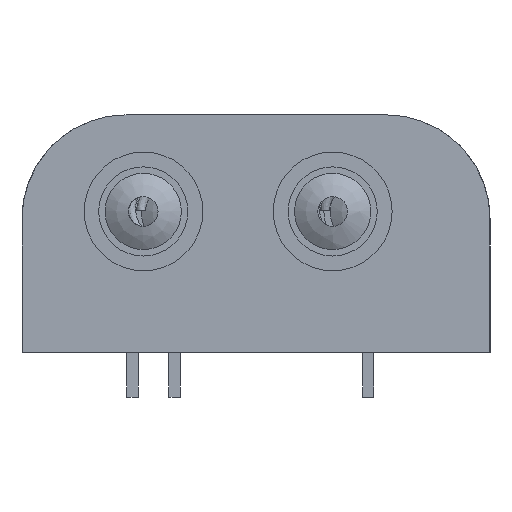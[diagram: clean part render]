
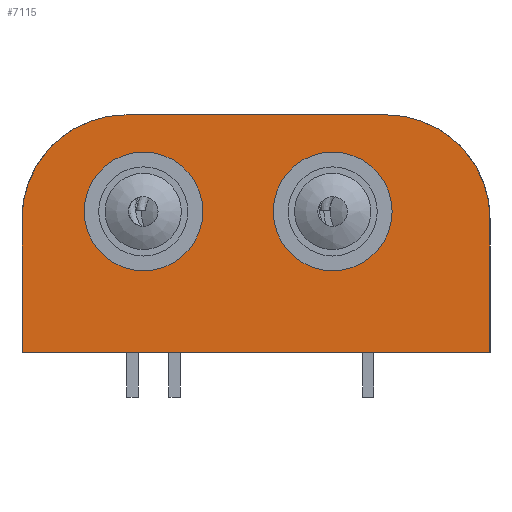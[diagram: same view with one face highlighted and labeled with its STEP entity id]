
A CAD part, front view. The second image highlights one B-rep face of the part: STEP entity #7115.
In plain terms, the highlighted planar face has unit normal (0, -1, 0).
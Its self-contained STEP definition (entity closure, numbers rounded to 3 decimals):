
#143=FACE_BOUND('',#2601,.T.);
#144=FACE_BOUND('',#2602,.T.);
#397=PLANE('',#7644);
#457=LINE('',#10048,#1110);
#496=LINE('',#10752,#1149);
#1066=LINE('',#22484,#1719);
#1067=LINE('',#22485,#1720);
#1110=VECTOR('',#7824,1.);
#1149=VECTOR('',#7997,1.);
#1719=VECTOR('',#9315,1.);
#1720=VECTOR('',#9316,1.);
#2173=FACE_OUTER_BOUND('',#2600,.T.);
#2600=EDGE_LOOP('',(#6458,#6459,#6460,#6461,#6462,#6463));
#2601=EDGE_LOOP('',(#6464));
#2602=EDGE_LOOP('',(#6465));
#2788=CIRCLE('',#7160,7.);
#2824=CIRCLE('',#7253,7.);
#2911=CIRCLE('',#7629,4.);
#2915=CIRCLE('',#7645,4.);
#3002=VERTEX_POINT('',#9577);
#3003=VERTEX_POINT('',#9579);
#3038=VERTEX_POINT('',#10046);
#3080=VERTEX_POINT('',#10533);
#3081=VERTEX_POINT('',#10535);
#3092=VERTEX_POINT('',#10751);
#3628=VERTEX_POINT('',#22454);
#3632=VERTEX_POINT('',#22486);
#3658=EDGE_CURVE('',#3003,#3002,#2788,.T.);
#3715=EDGE_CURVE('',#3002,#3038,#457,.T.);
#3779=EDGE_CURVE('',#3080,#3081,#2824,.T.);
#3798=EDGE_CURVE('',#3081,#3092,#496,.T.);
#4618=EDGE_CURVE('',#3628,#3628,#2911,.T.);
#4632=EDGE_CURVE('',#3080,#3003,#1066,.T.);
#4633=EDGE_CURVE('',#3092,#3038,#1067,.T.);
#4634=EDGE_CURVE('',#3632,#3632,#2915,.T.);
#6458=ORIENTED_EDGE('',*,*,#4632,.T.);
#6459=ORIENTED_EDGE('',*,*,#3658,.T.);
#6460=ORIENTED_EDGE('',*,*,#3715,.T.);
#6461=ORIENTED_EDGE('',*,*,#4633,.F.);
#6462=ORIENTED_EDGE('',*,*,#3798,.F.);
#6463=ORIENTED_EDGE('',*,*,#3779,.F.);
#6464=ORIENTED_EDGE('',*,*,#4618,.F.);
#6465=ORIENTED_EDGE('',*,*,#4634,.F.);
#7115=ADVANCED_FACE('',(#2173,#143,#144),#397,.F.);
#7160=AXIS2_PLACEMENT_3D('',#9580,#7707,#7708);
#7253=AXIS2_PLACEMENT_3D('',#10536,#7954,#7955);
#7629=AXIS2_PLACEMENT_3D('',#22455,#9273,#9274);
#7644=AXIS2_PLACEMENT_3D('',#22483,#9313,#9314);
#7645=AXIS2_PLACEMENT_3D('',#22487,#9317,#9318);
#7707=DIRECTION('center_axis',(0.,-1.,0.));
#7708=DIRECTION('ref_axis',(0.707,0.,-0.707));
#7824=DIRECTION('',(0.,0.,-1.));
#7954=DIRECTION('center_axis',(0.,1.,0.));
#7955=DIRECTION('ref_axis',(-0.707,0.,-0.707));
#7997=DIRECTION('',(0.,0.,-1.));
#9273=DIRECTION('center_axis',(0.,-1.,0.));
#9274=DIRECTION('ref_axis',(1.,0.,0.));
#9313=DIRECTION('center_axis',(0.,1.,0.));
#9314=DIRECTION('ref_axis',(0.,0.,1.));
#9315=DIRECTION('',(-1.,0.,0.));
#9316=DIRECTION('',(-1.,0.,0.));
#9317=DIRECTION('center_axis',(0.,-1.,0.));
#9318=DIRECTION('ref_axis',(1.,0.,0.));
#9577=CARTESIAN_POINT('',(-32.5,8.44,1.45));
#9579=CARTESIAN_POINT('',(-25.5,8.44,8.45));
#9580=CARTESIAN_POINT('Origin',(-25.5,8.44,1.45));
#10046=CARTESIAN_POINT('',(-32.5,8.44,-7.55));
#10048=CARTESIAN_POINT('',(-32.5,8.44,-6.55));
#10533=CARTESIAN_POINT('',(-8.,8.44,8.45));
#10535=CARTESIAN_POINT('',(-1.,8.44,1.45));
#10536=CARTESIAN_POINT('Origin',(-8.,8.44,1.45));
#10751=CARTESIAN_POINT('',(-1.,8.44,-7.55));
#10752=CARTESIAN_POINT('',(-1.,8.44,-6.55));
#22454=CARTESIAN_POINT('',(-15.59,8.44,1.95));
#22455=CARTESIAN_POINT('Origin',(-11.59,8.44,1.95));
#22483=CARTESIAN_POINT('Origin',(-31.25,8.44,-6.55));
#22484=CARTESIAN_POINT('',(-24.,8.44,8.45));
#22485=CARTESIAN_POINT('',(-16.75,8.44,-7.55));
#22486=CARTESIAN_POINT('',(-20.32,8.44,1.95));
#22487=CARTESIAN_POINT('Origin',(-24.32,8.44,1.95));
